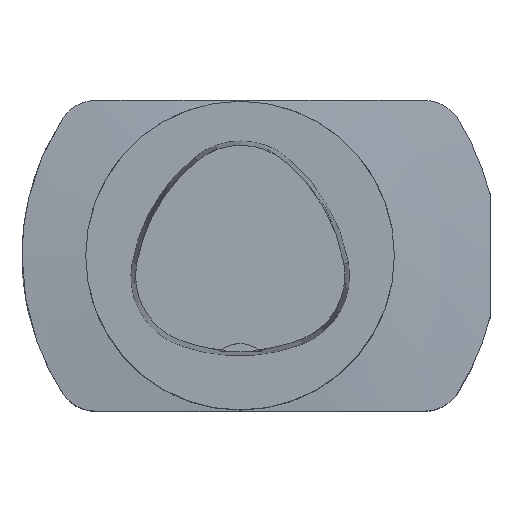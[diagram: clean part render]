
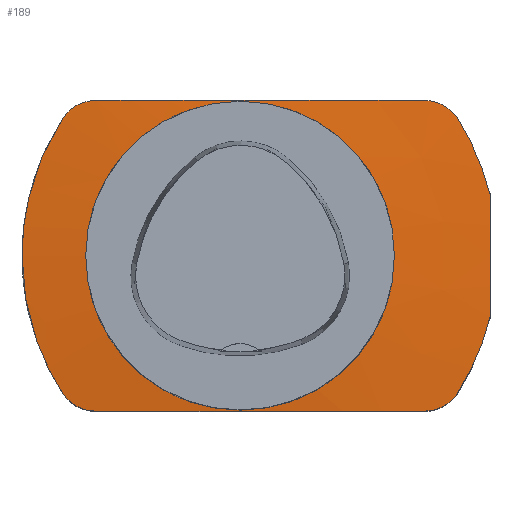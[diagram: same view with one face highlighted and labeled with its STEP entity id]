
A CAD part, top view. The second image highlights one B-rep face of the part: STEP entity #189.
In plain terms, the highlighted conical face has half-angle 85 degrees and reference radius 31.5 mm.
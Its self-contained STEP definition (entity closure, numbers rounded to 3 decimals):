
#64=B_SPLINE_CURVE_WITH_KNOTS('',3,(#2208,#2209,#2210,#2211,#2212,#2213),
 .UNSPECIFIED.,.F.,.F.,(4,2,4),(0.,0.5,1.),.UNSPECIFIED.);
#65=B_SPLINE_CURVE_WITH_KNOTS('',3,(#2233,#2234,#2235,#2236,#2237,#2238,
#2239,#2240,#2241,#2242),.UNSPECIFIED.,.F.,.F.,(4,2,2,2,4),(0.,0.25,0.5,
0.75,1.),.UNSPECIFIED.);
#68=B_SPLINE_CURVE_WITH_KNOTS('',3,(#2287,#2288,#2289,#2290),
 .UNSPECIFIED.,.F.,.F.,(4,4),(0.,1.),.UNSPECIFIED.);
#69=B_SPLINE_CURVE_WITH_KNOTS('',3,(#2291,#2292,#2293,#2294),
 .UNSPECIFIED.,.F.,.F.,(4,4),(0.,1.),.UNSPECIFIED.);
#70=B_SPLINE_CURVE_WITH_KNOTS('',3,(#2296,#2297,#2298,#2299,#2300,#2301),
 .UNSPECIFIED.,.F.,.F.,(4,2,4),(0.,0.5,1.),.UNSPECIFIED.);
#71=B_SPLINE_CURVE_WITH_KNOTS('',3,(#2303,#2304,#2305,#2306),
 .UNSPECIFIED.,.F.,.F.,(4,4),(0.,1.),.UNSPECIFIED.);
#72=B_SPLINE_CURVE_WITH_KNOTS('',3,(#2307,#2308,#2309,#2310),
 .UNSPECIFIED.,.F.,.F.,(4,4),(0.,1.),.UNSPECIFIED.);
#73=B_SPLINE_CURVE_WITH_KNOTS('',3,(#2311,#2312,#2313,#2314),
 .UNSPECIFIED.,.F.,.F.,(4,4),(0.,1.),.UNSPECIFIED.);
#85=CONICAL_SURFACE('',#1496,31.5,85.);
#134=FACE_BOUND('',#411,.T.);
#135=FACE_BOUND('',#412,.T.);
#189=ADVANCED_FACE('',(#134,#135),#85,.T.);
#411=EDGE_LOOP('',(#691));
#412=EDGE_LOOP('',(#692,#693,#694,#695,#696,#697,#698,#699,#700,#701));
#501=CIRCLE('',#1464,31.5);
#510=CIRCLE('',#1491,52.5);
#512=CIRCLE('',#1494,52.5);
#691=ORIENTED_EDGE('',*,*,#1077,.T.);
#692=ORIENTED_EDGE('',*,*,#1134,.F.);
#693=ORIENTED_EDGE('',*,*,#1132,.F.);
#694=ORIENTED_EDGE('',*,*,#1135,.T.);
#695=ORIENTED_EDGE('',*,*,#1136,.F.);
#696=ORIENTED_EDGE('',*,*,#1137,.T.);
#697=ORIENTED_EDGE('',*,*,#1117,.T.);
#698=ORIENTED_EDGE('',*,*,#1138,.T.);
#699=ORIENTED_EDGE('',*,*,#1106,.F.);
#700=ORIENTED_EDGE('',*,*,#1139,.T.);
#701=ORIENTED_EDGE('',*,*,#1128,.F.);
#943=VERTEX_POINT('',#2151);
#969=VERTEX_POINT('',#2207);
#970=VERTEX_POINT('',#2214);
#974=VERTEX_POINT('',#2232);
#975=VERTEX_POINT('',#2243);
#981=VERTEX_POINT('',#2268);
#984=VERTEX_POINT('',#2274);
#987=VERTEX_POINT('',#2282);
#988=VERTEX_POINT('',#2284);
#989=VERTEX_POINT('',#2295);
#990=VERTEX_POINT('',#2302);
#1077=EDGE_CURVE('',#943,#943,#501,.T.);
#1106=EDGE_CURVE('',#969,#970,#64,.T.);
#1117=EDGE_CURVE('',#975,#974,#65,.T.);
#1128=EDGE_CURVE('',#984,#981,#510,.T.);
#1132=EDGE_CURVE('',#987,#988,#512,.T.);
#1134=EDGE_CURVE('',#988,#984,#68,.T.);
#1135=EDGE_CURVE('',#987,#989,#69,.T.);
#1136=EDGE_CURVE('',#990,#989,#70,.T.);
#1137=EDGE_CURVE('',#990,#975,#71,.T.);
#1138=EDGE_CURVE('',#974,#970,#72,.T.);
#1139=EDGE_CURVE('',#969,#981,#73,.T.);
#1464=AXIS2_PLACEMENT_3D('',#2150,#1696,#1697);
#1491=AXIS2_PLACEMENT_3D('',#2275,#1778,#1779);
#1494=AXIS2_PLACEMENT_3D('',#2283,#1786,#1787);
#1496=AXIS2_PLACEMENT_3D('',#2315,#1791,#1792);
#1696=DIRECTION('',(0.,0.,-1.));
#1697=DIRECTION('',(-1.,0.,0.));
#1778=DIRECTION('',(0.,0.,-1.));
#1779=DIRECTION('',(-1.,0.,0.));
#1786=DIRECTION('',(0.,0.,-1.));
#1787=DIRECTION('',(-1.,0.,0.));
#1791=DIRECTION('',(0.,0.,-1.));
#1792=DIRECTION('',(-1.,0.,0.));
#2150=CARTESIAN_POINT('',(0.,0.,-22.1));
#2151=CARTESIAN_POINT('',(-31.5,0.,-22.1));
#2207=CARTESIAN_POINT('',(37.664,-31.7,-23.651));
#2208=CARTESIAN_POINT('',(37.664,-31.7,-23.651));
#2209=CARTESIAN_POINT('',(26.49,-31.7,-22.903));
#2210=CARTESIAN_POINT('',(15.312,-31.7,-22.267));
#2211=CARTESIAN_POINT('',(-7.079,-31.7,-22.015));
#2212=CARTESIAN_POINT('',(-18.295,-31.7,-22.465));
#2213=CARTESIAN_POINT('',(-29.477,-31.7,-23.131));
#2214=CARTESIAN_POINT('',(-29.477,-31.7,-23.131));
#2232=CARTESIAN_POINT('',(-36.185,-28.059,-23.35));
#2233=CARTESIAN_POINT('',(-36.185,28.059,-23.35));
#2234=CARTESIAN_POINT('',(-38.876,23.917,-23.314));
#2235=CARTESIAN_POINT('',(-40.967,19.393,-23.286));
#2236=CARTESIAN_POINT('',(-43.789,9.871,-23.247));
#2237=CARTESIAN_POINT('',(-44.499,4.999,-23.237));
#2238=CARTESIAN_POINT('',(-44.501,-4.97,-23.237));
#2239=CARTESIAN_POINT('',(-43.789,-9.863,-23.247));
#2240=CARTESIAN_POINT('',(-40.979,-19.36,-23.286));
#2241=CARTESIAN_POINT('',(-38.879,-23.912,-23.314));
#2242=CARTESIAN_POINT('',(-36.185,-28.059,-23.35));
#2243=CARTESIAN_POINT('',(-36.185,28.059,-23.35));
#2268=CARTESIAN_POINT('',(44.435,-27.961,-23.937));
#2274=CARTESIAN_POINT('',(51.,-12.46,-23.937));
#2275=CARTESIAN_POINT('',(0.,0.,-23.937));
#2282=CARTESIAN_POINT('',(44.435,27.961,-23.937));
#2283=CARTESIAN_POINT('',(0.,0.,-23.937));
#2284=CARTESIAN_POINT('',(51.,12.46,-23.937));
#2287=CARTESIAN_POINT('',(51.,12.46,-23.937));
#2288=CARTESIAN_POINT('',(51.,4.157,-23.765));
#2289=CARTESIAN_POINT('',(51.,-4.153,-23.765));
#2290=CARTESIAN_POINT('',(51.,-12.46,-23.937));
#2291=CARTESIAN_POINT('',(44.435,27.961,-23.937));
#2292=CARTESIAN_POINT('',(42.987,30.262,-23.937));
#2293=CARTESIAN_POINT('',(40.377,31.7,-23.833));
#2294=CARTESIAN_POINT('',(37.664,31.7,-23.651));
#2295=CARTESIAN_POINT('',(37.664,31.7,-23.651));
#2296=CARTESIAN_POINT('',(-29.477,31.7,-23.131));
#2297=CARTESIAN_POINT('',(-18.295,31.7,-22.465));
#2298=CARTESIAN_POINT('',(-7.079,31.7,-22.015));
#2299=CARTESIAN_POINT('',(15.312,31.7,-22.267));
#2300=CARTESIAN_POINT('',(26.49,31.7,-22.903));
#2301=CARTESIAN_POINT('',(37.664,31.7,-23.651));
#2302=CARTESIAN_POINT('',(-29.477,31.7,-23.131));
#2303=CARTESIAN_POINT('',(-29.477,31.7,-23.131));
#2304=CARTESIAN_POINT('',(-32.151,31.7,-23.291));
#2305=CARTESIAN_POINT('',(-34.726,30.305,-23.37));
#2306=CARTESIAN_POINT('',(-36.185,28.059,-23.35));
#2307=CARTESIAN_POINT('',(-36.185,-28.059,-23.35));
#2308=CARTESIAN_POINT('',(-34.726,-30.305,-23.37));
#2309=CARTESIAN_POINT('',(-32.151,-31.7,-23.291));
#2310=CARTESIAN_POINT('',(-29.477,-31.7,-23.131));
#2311=CARTESIAN_POINT('',(37.664,-31.7,-23.651));
#2312=CARTESIAN_POINT('',(40.377,-31.7,-23.833));
#2313=CARTESIAN_POINT('',(42.987,-30.262,-23.937));
#2314=CARTESIAN_POINT('',(44.435,-27.961,-23.937));
#2315=CARTESIAN_POINT('',(0.,0.,-22.1));
